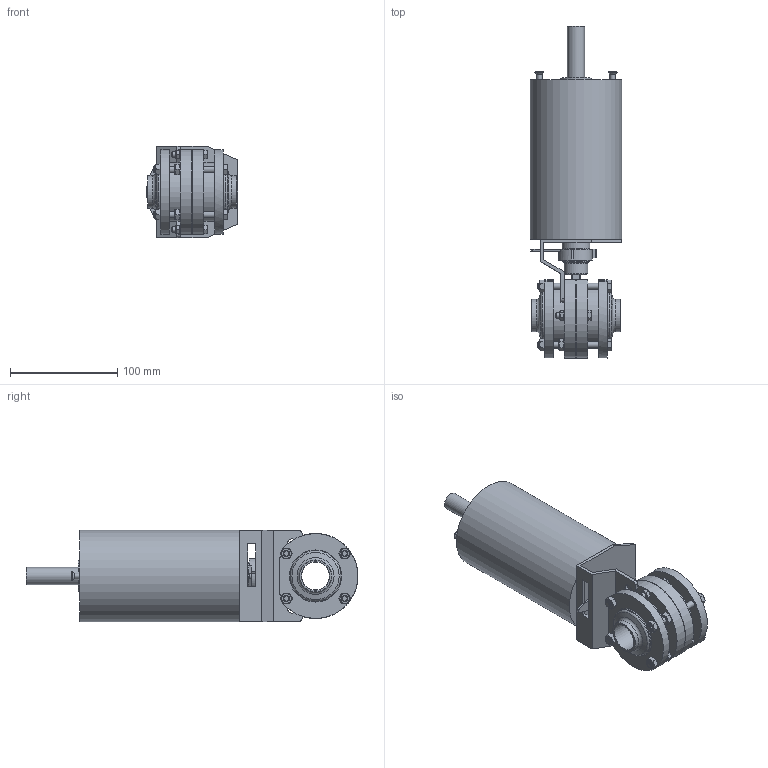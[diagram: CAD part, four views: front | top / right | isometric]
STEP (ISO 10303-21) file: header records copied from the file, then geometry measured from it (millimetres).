
FILE_DESCRIPTION( ( 'STEP AP203' ), ' ' );
FILE_NAME( '9612628685.stp', '2017-01-13T12:09:11', ( '' ), ( '' ), ' ', 'PARTsolutions', ' ' );
FILE_SCHEMA( ( 'CONFIG_CONTROL_DESIGN' ) );
Length unit declared in the file: millimetre
Products named in the file (8): 9612628685; _LKB-F Butterfly D25; _LKB-F Flange (D250851); _LKB-F Flange D25 2; _Mounting Bracket LKLA 085 D25; _LKLA-T Without coupling 085; _Coupling LKLA 085 Doc clutch D25; _Activation ring D25
Assembly tree (7 placements, depth 2):
  9612628685
    _LKB-F Butterfly D25
    _LKB-F Flange (D250851)
    _LKB-F Flange D25 2
    _Mounting Bracket LKLA 085 D25
    _LKLA-T Without coupling 085
    _Coupling LKLA 085 Doc clutch D25
    _Activation ring D25
Bounding box: 85 x 309.65 x 85 mm (x, y, z)
Volume: 1118601.4 mm3; surface area: 142106.6 mm2
Topology: 7 solids, 9 shells, 373 faces, 874 edges, 550 vertices
Faces by surface type: plane 198, cylinder 81, cone 79, torus 15
Full cylindrical faces by diameter (mm): 4.917 x4, 5 x6, 5.5 x2, 6 x6, 6.5 x10, 8.5 x2, 16 x1, 22 x1, 25 x2, 26 x5, 29.6 x2, 29.8 x1, 30 x2, 34 x1, 37 x2, 47 x2, 55 x2, 85 x1
Entity records: 10876 total; most frequent: CARTESIAN_POINT 2731, DIRECTION 1595, ORIENTED_EDGE 1480, EDGE_CURVE 740, AXIS2_PLACEMENT_3D 646, EDGE_LOOP 554, VERTEX_POINT 526, FACE_OUTER_BOUND 440
